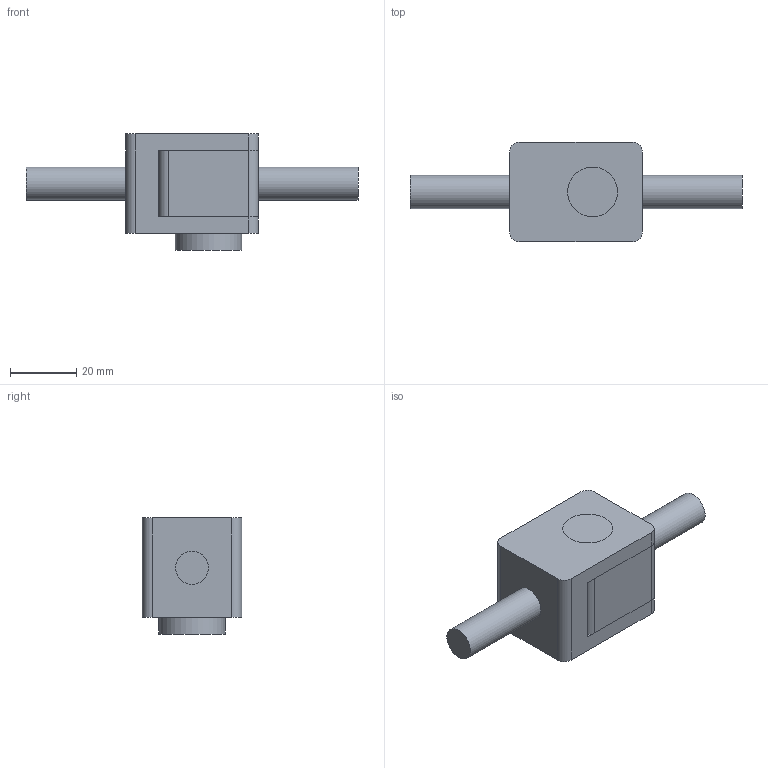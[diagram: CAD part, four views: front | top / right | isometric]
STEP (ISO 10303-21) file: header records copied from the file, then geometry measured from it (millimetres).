
FILE_DESCRIPTION(/* description */ (''),/* implementation_level */ '2;1');
FILE_NAME(/* name */ 'Knuckle Joint.step',/* time_stamp */ '2025-06-18T20:52:15+05:30',/* author */ (''),/* organization */ (''),/* preprocessor_version */ 'ST-DEVELOPER v20.1',/* originating_system */ 'Autodesk Translation Framework v14.4.0.0',/* authorisation */ '');
FILE_SCHEMA (('AUTOMOTIVE_DESIGN { 1 0 10303 214 3 1 1 }'));
Length unit declared in the file: millimetre
Products named in the file (4): Assignment3 2nd design; Component1; Component3; Component2
Assembly tree (3 placements, depth 2):
  Assignment3 2nd design
    Component1
    Component3
    Component2
Bounding box: 100 x 30 x 35 mm (x, y, z)
Volume: 41974.2 mm3; surface area: 15749.9 mm2
Topology: 3 solids, 3 shells, 38 faces, 87 edges, 58 vertices
Faces by surface type: plane 21, cylinder 17
Full cylindrical faces by diameter (mm): 10 x2, 15 x4, 20 x1
Entity records: 1244 total; most frequent: DIRECTION 213, CARTESIAN_POINT 191, ORIENTED_EDGE 174, EDGE_CURVE 87, AXIS2_PLACEMENT_3D 80, VERTEX_POINT 58, LINE 53, VECTOR 53
